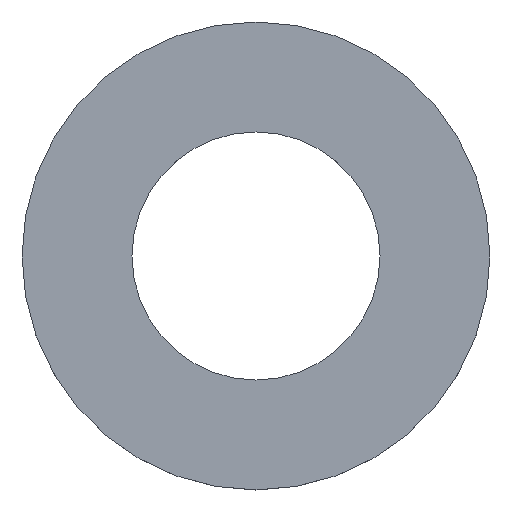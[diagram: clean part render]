
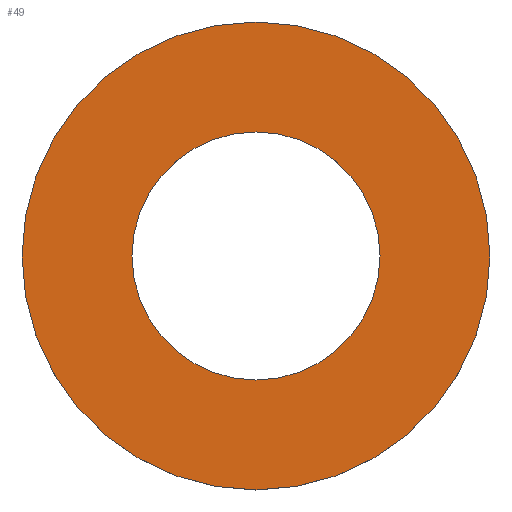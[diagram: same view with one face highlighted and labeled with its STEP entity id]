
A CAD part, top view. The second image highlights one B-rep face of the part: STEP entity #49.
In plain terms, the highlighted planar face has unit normal (0, 0, 1).
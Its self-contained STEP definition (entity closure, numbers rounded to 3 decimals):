
#4 = DIRECTION ( 'NONE',  ( 0., 0., 1. ) ) ;
#5 = CIRCLE ( 'NONE', #133, 207.5 ) ;
#9 = EDGE_LOOP ( 'NONE', ( #211, #223 ) ) ;
#15 = VERTEX_POINT ( 'NONE', #21 ) ;
#16 = ORIENTED_EDGE ( 'NONE', *, *, #136, .T. ) ;
#21 = CARTESIAN_POINT ( 'NONE',  ( 207.5, 0., 26. ) ) ;
#40 = DIRECTION ( 'NONE',  ( 1., 0., 0. ) ) ;
#45 = DIRECTION ( 'NONE',  ( 0., 0., 1. ) ) ;
#49 = ADVANCED_FACE ( 'NONE', ( #229, #92 ), #58, .T. ) ;
#56 = CIRCLE ( 'NONE', #221, 110. ) ;
#58 = PLANE ( 'NONE',  #97 ) ;
#63 = CARTESIAN_POINT ( 'NONE',  ( 0., 0., 26. ) ) ;
#69 = CARTESIAN_POINT ( 'NONE',  ( 0., 0., 26. ) ) ;
#73 = VERTEX_POINT ( 'NONE', #138 ) ;
#80 = EDGE_CURVE ( 'NONE', #93, #105, #56, .T. ) ;
#88 = CARTESIAN_POINT ( 'NONE',  ( 0., 0., 26. ) ) ;
#92 = FACE_BOUND ( 'NONE', #9, .T. ) ;
#93 = VERTEX_POINT ( 'NONE', #121 ) ;
#97 = AXIS2_PLACEMENT_3D ( 'NONE', #212, #155, #40 ) ;
#105 = VERTEX_POINT ( 'NONE', #200 ) ;
#120 = CIRCLE ( 'NONE', #230, 207.5 ) ;
#121 = CARTESIAN_POINT ( 'NONE',  ( -110., 0., 26. ) ) ;
#133 = AXIS2_PLACEMENT_3D ( 'NONE', #63, #162, #183 ) ;
#136 = EDGE_CURVE ( 'NONE', #15, #73, #5, .T. ) ;
#138 = CARTESIAN_POINT ( 'NONE',  ( -207.5, 0., 26. ) ) ;
#155 = DIRECTION ( 'NONE',  ( 0., 0., 1. ) ) ;
#159 = CARTESIAN_POINT ( 'NONE',  ( 0., 0., 26. ) ) ;
#160 = CIRCLE ( 'NONE', #170, 110. ) ;
#162 = DIRECTION ( 'NONE',  ( 0., 0., 1. ) ) ;
#170 = AXIS2_PLACEMENT_3D ( 'NONE', #88, #4, #218 ) ;
#183 = DIRECTION ( 'NONE',  ( 1., 0., 0. ) ) ;
#185 = DIRECTION ( 'NONE',  ( 1., 0., 0. ) ) ;
#192 = EDGE_CURVE ( 'NONE', #105, #93, #160, .T. ) ;
#200 = CARTESIAN_POINT ( 'NONE',  ( 110., 0., 26. ) ) ;
#211 = ORIENTED_EDGE ( 'NONE', *, *, #80, .F. ) ;
#212 = CARTESIAN_POINT ( 'NONE',  ( 0., 0., 26. ) ) ;
#216 = DIRECTION ( 'NONE',  ( 0., 0., 1. ) ) ;
#218 = DIRECTION ( 'NONE',  ( 1., 0., 0. ) ) ;
#221 = AXIS2_PLACEMENT_3D ( 'NONE', #69, #216, #222 ) ;
#222 = DIRECTION ( 'NONE',  ( 1., 0., 0. ) ) ;
#223 = ORIENTED_EDGE ( 'NONE', *, *, #192, .F. ) ;
#227 = EDGE_LOOP ( 'NONE', ( #247, #16 ) ) ;
#229 = FACE_OUTER_BOUND ( 'NONE', #227, .T. ) ;
#230 = AXIS2_PLACEMENT_3D ( 'NONE', #159, #45, #185 ) ;
#245 = EDGE_CURVE ( 'NONE', #73, #15, #120, .T. ) ;
#247 = ORIENTED_EDGE ( 'NONE', *, *, #245, .T. ) ;
